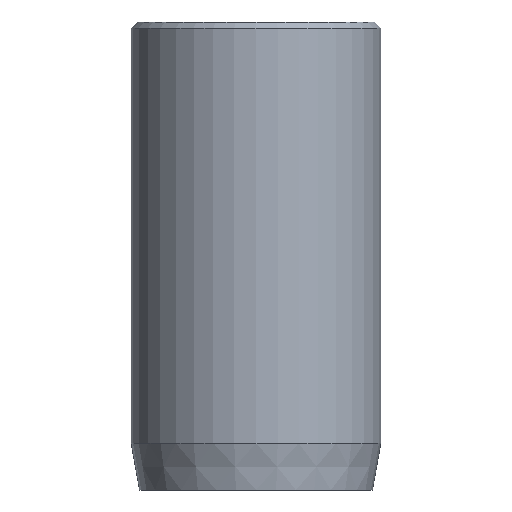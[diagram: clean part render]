
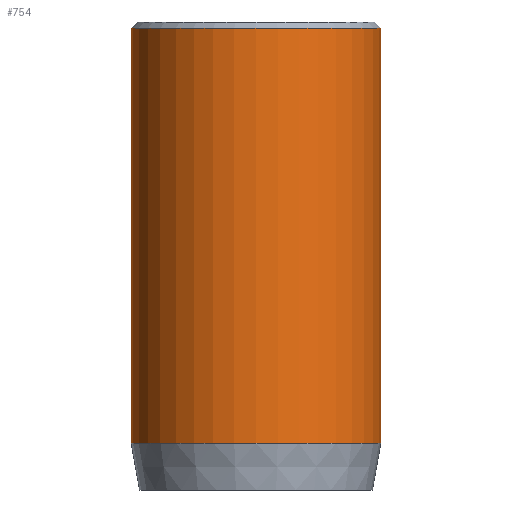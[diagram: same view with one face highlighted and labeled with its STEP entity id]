
A CAD part, front view. The second image highlights one B-rep face of the part: STEP entity #754.
In plain terms, the highlighted cylindrical face has radius 4 mm (diameter 8 mm), a partial arc.
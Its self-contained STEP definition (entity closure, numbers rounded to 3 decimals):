
#56 = EDGE_CURVE ( 'NONE', #917, #421, #1170, .T. ) ;
#113 = FACE_OUTER_BOUND ( 'NONE', #1095, .T. ) ;
#128 = EDGE_CURVE ( 'NONE', #917, #887, #655, .T. ) ;
#151 = ORIENTED_EDGE ( 'NONE', *, *, #959, .T. ) ;
#155 = DIRECTION ( 'NONE',  ( 1., 0., 0. ) ) ;
#170 = DIRECTION ( 'NONE',  ( 0., 0., -1. ) ) ;
#171 = AXIS2_PLACEMENT_3D ( 'NONE', #1045, #529, #1133 ) ;
#174 = CARTESIAN_POINT ( 'NONE',  ( 0., 0., 14.8 ) ) ;
#179 = VECTOR ( 'NONE', #460, 1000. ) ;
#222 = ORIENTED_EDGE ( 'NONE', *, *, #56, .F. ) ;
#232 = DIRECTION ( 'NONE',  ( 0., 0., -1. ) ) ;
#311 = ORIENTED_EDGE ( 'NONE', *, *, #958, .T. ) ;
#338 = ORIENTED_EDGE ( 'NONE', *, *, #128, .T. ) ;
#396 = AXIS2_PLACEMENT_3D ( 'NONE', #1064, #1036, #1001 ) ;
#421 = VERTEX_POINT ( 'NONE', #1053 ) ;
#460 = DIRECTION ( 'NONE',  ( 0., 0., -1. ) ) ;
#494 = CARTESIAN_POINT ( 'NONE',  ( 4., 0., 15. ) ) ;
#529 = DIRECTION ( 'NONE',  ( 0., 0., 1. ) ) ;
#539 = VERTEX_POINT ( 'NONE', #541 ) ;
#541 = CARTESIAN_POINT ( 'NONE',  ( -4., 0., 1.5 ) ) ;
#599 = CYLINDRICAL_SURFACE ( 'NONE', #396, 4. ) ;
#655 = CIRCLE ( 'NONE', #778, 4. ) ;
#667 = CIRCLE ( 'NONE', #171, 4. ) ;
#691 = CARTESIAN_POINT ( 'NONE',  ( 4., 0., 14.8 ) ) ;
#754 = ADVANCED_FACE ( 'NONE', ( #113 ), #599, .T. ) ;
#761 = CARTESIAN_POINT ( 'NONE',  ( -4., 0., 14.8 ) ) ;
#778 = AXIS2_PLACEMENT_3D ( 'NONE', #174, #170, #155 ) ;
#863 = CARTESIAN_POINT ( 'NONE',  ( -4., 0., 15. ) ) ;
#887 = VERTEX_POINT ( 'NONE', #761 ) ;
#917 = VERTEX_POINT ( 'NONE', #691 ) ;
#958 = EDGE_CURVE ( 'NONE', #539, #421, #667, .T. ) ;
#959 = EDGE_CURVE ( 'NONE', #887, #539, #1100, .T. ) ;
#1001 = DIRECTION ( 'NONE',  ( -1., 0., 0. ) ) ;
#1036 = DIRECTION ( 'NONE',  ( 0., 0., -1. ) ) ;
#1045 = CARTESIAN_POINT ( 'NONE',  ( 0., 0., 1.5 ) ) ;
#1053 = CARTESIAN_POINT ( 'NONE',  ( 4., 0., 1.5 ) ) ;
#1064 = CARTESIAN_POINT ( 'NONE',  ( 0., 0., 15. ) ) ;
#1078 = VECTOR ( 'NONE', #232, 1000. ) ;
#1095 = EDGE_LOOP ( 'NONE', ( #222, #338, #151, #311 ) ) ;
#1100 = LINE ( 'NONE', #863, #1078 ) ;
#1133 = DIRECTION ( 'NONE',  ( 1., 0., 0. ) ) ;
#1170 = LINE ( 'NONE', #494, #179 ) ;
